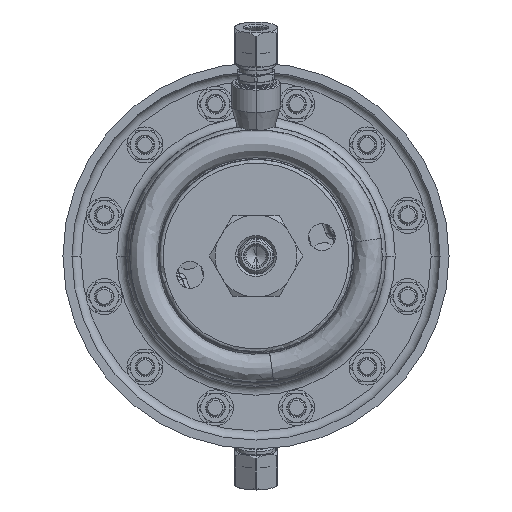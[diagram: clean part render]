
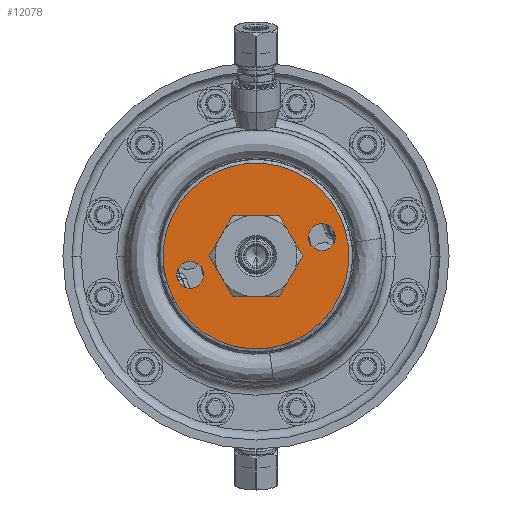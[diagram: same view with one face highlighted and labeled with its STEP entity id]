
A CAD part, front view. The second image highlights one B-rep face of the part: STEP entity #12078.
In plain terms, the highlighted face is planar.
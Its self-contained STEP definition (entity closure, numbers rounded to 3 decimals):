
#9954=CARTESIAN_POINT('',(0.,0.,0.));
#9955=DIRECTION('',(0.,0.,-1.));
#9956=DIRECTION('',(1.,0.,0.));
#9957=AXIS2_PLACEMENT_3D('',#9954,#9955,#9956);
#9959=CARTESIAN_POINT('',(0.,0.,0.));
#9960=DIRECTION('',(0.,0.,1.));
#9961=DIRECTION('',(1.,0.,0.));
#9962=AXIS2_PLACEMENT_3D('',#9959,#9960,#9961);
#9964=CARTESIAN_POINT('',(30.5,0.,0.));
#9965=DIRECTION('',(0.,0.,1.));
#9966=DIRECTION('',(0.,-1.,0.));
#9967=AXIS2_PLACEMENT_3D('',#9964,#9965,#9966);
#9969=CARTESIAN_POINT('',(30.5,0.,0.));
#9970=DIRECTION('',(0.,0.,1.));
#9971=DIRECTION('',(0.,1.,0.));
#9972=AXIS2_PLACEMENT_3D('',#9969,#9970,#9971);
#9974=CARTESIAN_POINT('',(-30.5,0.,0.));
#9975=DIRECTION('',(0.,0.,1.));
#9976=DIRECTION('',(0.,-1.,0.));
#9977=AXIS2_PLACEMENT_3D('',#9974,#9975,#9976);
#9979=CARTESIAN_POINT('',(-30.5,0.,0.));
#9980=DIRECTION('',(0.,0.,1.));
#9981=DIRECTION('',(0.,1.,0.));
#9982=AXIS2_PLACEMENT_3D('',#9979,#9980,#9981);
#10006=CARTESIAN_POINT('',(0.,0.,0.));
#10007=DIRECTION('',(0.,0.,1.));
#10008=DIRECTION('',(1.,0.,0.));
#10009=AXIS2_PLACEMENT_3D('',#10006,#10007,#10008);
#10864=CARTESIAN_POINT('',(0.,0.,0.));
#10865=DIRECTION('',(0.,0.,-1.));
#10866=DIRECTION('',(1.,0.,0.));
#10867=AXIS2_PLACEMENT_3D('',#10864,#10865,#10866);
#11849=CARTESIAN_POINT('',(15.,0.,0.));
#11850=VERTEX_POINT('',#11849);
#11851=CARTESIAN_POINT('',(-41.4,0.,0.));
#11853=VERTEX_POINT('',#11851);
#11865=CARTESIAN_POINT('',(-15.,0.,0.));
#11866=VERTEX_POINT('',#11865);
#11867=CARTESIAN_POINT('',(41.4,0.,0.));
#11868=VERTEX_POINT('',#11867);
#11977=CARTESIAN_POINT('',(30.5,-6.,0.));
#11978=CARTESIAN_POINT('',(30.5,6.,0.));
#11979=VERTEX_POINT('',#11977);
#11980=VERTEX_POINT('',#11978);
#11981=CARTESIAN_POINT('',(-30.5,-6.,0.));
#11982=CARTESIAN_POINT('',(-30.5,6.,0.));
#11983=VERTEX_POINT('',#11981);
#11984=VERTEX_POINT('',#11982);
#12049=CARTESIAN_POINT('',(0.,0.,0.));
#12050=DIRECTION('',(0.,0.,1.));
#12051=DIRECTION('',(-1.,0.,0.));
#12052=AXIS2_PLACEMENT_3D('',#12049,#12050,#12051);
#12053=PLANE('',#12052);
#12055=ORIENTED_EDGE('',*,*,#12054,.F.);
#12057=ORIENTED_EDGE('',*,*,#12056,.T.);
#12058=EDGE_LOOP('',(#12055,#12057));
#12059=FACE_OUTER_BOUND('',#12058,.F.);
#12061=ORIENTED_EDGE('',*,*,#12060,.F.);
#12063=ORIENTED_EDGE('',*,*,#12062,.T.);
#12064=EDGE_LOOP('',(#12061,#12063));
#12065=FACE_BOUND('',#12064,.F.);
#12067=ORIENTED_EDGE('',*,*,#12066,.T.);
#12069=ORIENTED_EDGE('',*,*,#12068,.T.);
#12070=EDGE_LOOP('',(#12067,#12069));
#12071=FACE_BOUND('',#12070,.F.);
#12073=ORIENTED_EDGE('',*,*,#12072,.T.);
#12075=ORIENTED_EDGE('',*,*,#12074,.T.);
#12076=EDGE_LOOP('',(#12073,#12075));
#12077=FACE_BOUND('',#12076,.F.);
#12078=ADVANCED_FACE('',(#12059,#12065,#12071,#12077),#12053,.T.);
#9958=CIRCLE('',#9957,15.);
#9963=CIRCLE('',#9962,15.);
#9968=CIRCLE('',#9967,6.);
#9973=CIRCLE('',#9972,6.);
#9978=CIRCLE('',#9977,6.);
#9983=CIRCLE('',#9982,6.);
#10010=CIRCLE('',#10009,41.4);
#10868=CIRCLE('',#10867,41.4);
#12054=EDGE_CURVE('',#11868,#11853,#10010,.T.);
#12056=EDGE_CURVE('',#11868,#11853,#10868,.T.);
#12060=EDGE_CURVE('',#11850,#11866,#9958,.T.);
#12062=EDGE_CURVE('',#11850,#11866,#9963,.T.);
#12066=EDGE_CURVE('',#11979,#11980,#9968,.T.);
#12068=EDGE_CURVE('',#11980,#11979,#9973,.T.);
#12072=EDGE_CURVE('',#11983,#11984,#9978,.T.);
#12074=EDGE_CURVE('',#11984,#11983,#9983,.T.);
